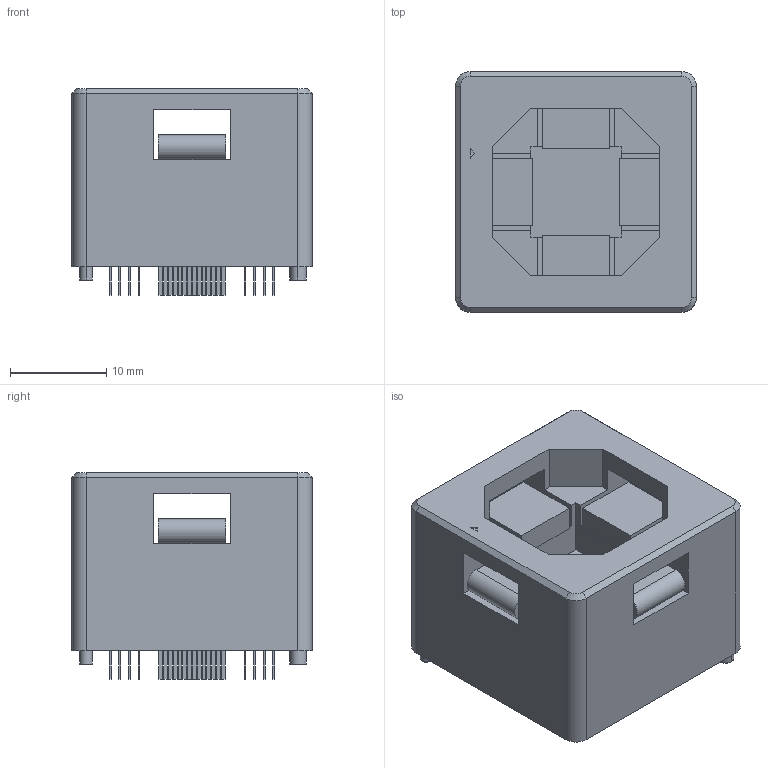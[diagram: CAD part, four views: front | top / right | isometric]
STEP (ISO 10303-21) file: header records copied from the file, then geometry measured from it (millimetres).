
FILE_DESCRIPTION((''),'2;1');
FILE_NAME('YAMAICHI_NP506-056-027-CG.stp','2013-07-18T16:24:47',(''),(''),'Mechanical Desktop 2011','Mechanical Desktop 2011',', , ');
FILE_SCHEMA(('AUTOMOTIVE_DESIGN { 1 2 10303 214 1 1 1 1 }'));
Length unit declared in the file: millimetre
Products named in the file (1): Product
Bounding box: 25 x 25 x 21.5 mm (x, y, z)
Volume: 9301.2 mm3; surface area: 4649.3 mm2
Topology: 64 solids, 64 shells, 433 faces, 907 edges, 600 vertices
Faces by surface type: plane 391, bspline 21, cylinder 11, cone 10
Entity records: 11351 total; most frequent: CARTESIAN_POINT 2046, ORIENTED_EDGE 1814, DIRECTION 1771, EDGE_CURVE 907, VECTOR 869, LINE 869, VERTEX_POINT 600, AXIS2_PLACEMENT_3D 451
